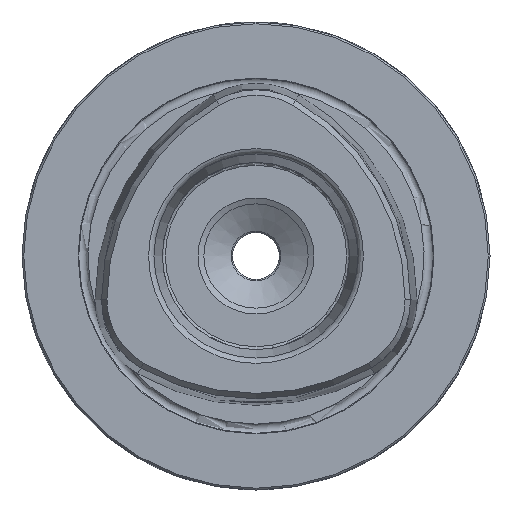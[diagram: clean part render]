
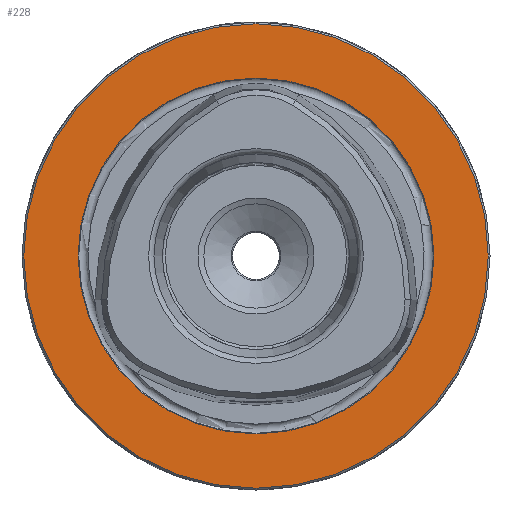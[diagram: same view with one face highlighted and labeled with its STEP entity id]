
A CAD part, left-side view. The second image highlights one B-rep face of the part: STEP entity #228.
In plain terms, the highlighted planar face has unit normal (-1, 0, 0).
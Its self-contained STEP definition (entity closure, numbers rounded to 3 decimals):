
#228 = ADVANCED_FACE( '', ( #520, #521 ), #522, .T. );
#520 = FACE_OUTER_BOUND( '', #891, .T. );
#521 = FACE_BOUND( '', #892, .T. );
#522 = PLANE( '', #893 );
#891 = EDGE_LOOP( '', ( #1458 ) );
#892 = EDGE_LOOP( '', ( #1459 ) );
#893 = AXIS2_PLACEMENT_3D( '', #1460, #1461, #1462 );
#1458 = ORIENTED_EDGE( '', *, *, #2075, .T. );
#1459 = ORIENTED_EDGE( '', *, *, #2076, .F. );
#1460 = CARTESIAN_POINT( '', ( 0., 0., 30.25 ) );
#1461 = DIRECTION( '', ( -1., 0., 0. ) );
#1462 = DIRECTION( '', ( 0., 0., 1. ) );
#2075 = EDGE_CURVE( '', #2474, #2474, #2475, .T. );
#2076 = EDGE_CURVE( '', #2476, #2476, #2477, .T. );
#2474 = VERTEX_POINT( '', #3183 );
#2475 = CIRCLE( '', #3184, 39.7 );
#2476 = VERTEX_POINT( '', #3185 );
#2477 = CIRCLE( '', #3186, 30.414 );
#3183 = CARTESIAN_POINT( '', ( 0., 0., 39.7 ) );
#3184 = AXIS2_PLACEMENT_3D( '', #4091, #4092, #4093 );
#3185 = CARTESIAN_POINT( '', ( 0., 0., 30.414 ) );
#3186 = AXIS2_PLACEMENT_3D( '', #4094, #4095, #4096 );
#4091 = CARTESIAN_POINT( '', ( 0., 0., 0. ) );
#4092 = DIRECTION( '', ( -1., 0., 0. ) );
#4093 = DIRECTION( '', ( 0., 0., 1. ) );
#4094 = CARTESIAN_POINT( '', ( 0., 0., 0. ) );
#4095 = DIRECTION( '', ( -1., 0., 0. ) );
#4096 = DIRECTION( '', ( 0., 0., 1. ) );
